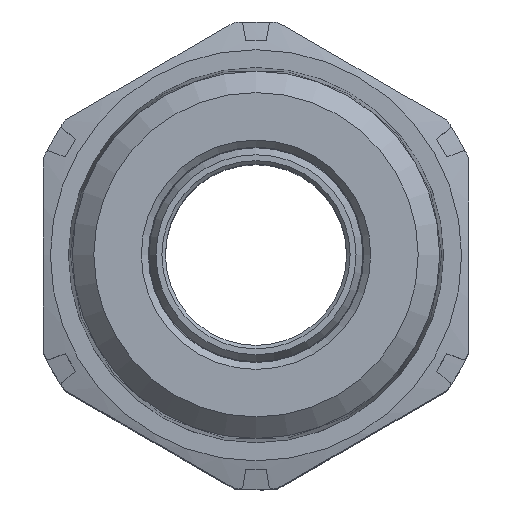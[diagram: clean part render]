
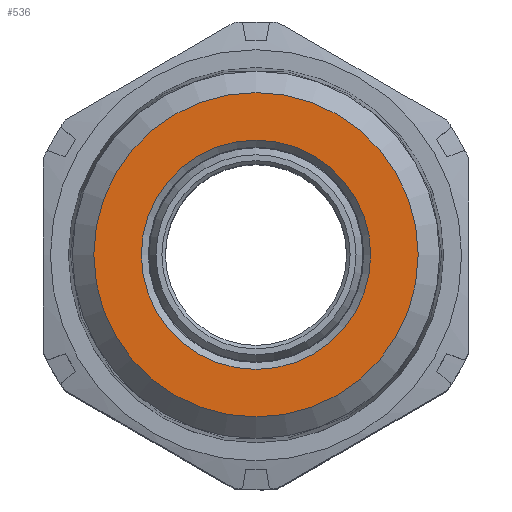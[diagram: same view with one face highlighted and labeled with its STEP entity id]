
A CAD part, top view. The second image highlights one B-rep face of the part: STEP entity #536.
In plain terms, the highlighted planar face has unit normal (0, 0, 1).
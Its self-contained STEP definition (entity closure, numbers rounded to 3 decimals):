
#20 = CARTESIAN_POINT ( 'NONE',  ( 0., 0., 45.2 ) ) ;
#57 = DIRECTION ( 'NONE',  ( 0., 0., -1. ) ) ;
#306 = VERTEX_POINT ( 'NONE', #3269 ) ;
#351 = ORIENTED_EDGE ( 'NONE', *, *, #3737, .T. ) ;
#504 = CIRCLE ( 'NONE', #2699, 11.635 ) ;
#536 = ADVANCED_FACE ( 'NONE', ( #3050, #626 ), #2147, .T. ) ;
#626 = FACE_BOUND ( 'NONE', #2751, .T. ) ;
#648 = DIRECTION ( 'NONE',  ( 0., 0., 1. ) ) ;
#680 = DIRECTION ( 'NONE',  ( 0., 0., 1. ) ) ;
#1289 = CARTESIAN_POINT ( 'NONE',  ( 0., 0., 45.2 ) ) ;
#1834 = CARTESIAN_POINT ( 'NONE',  ( 0., 0., 45.2 ) ) ;
#2147 = PLANE ( 'NONE',  #2576 ) ;
#2545 = VERTEX_POINT ( 'NONE', #3965 ) ;
#2576 = AXIS2_PLACEMENT_3D ( 'NONE', #1834, #680, #3423 ) ;
#2699 = AXIS2_PLACEMENT_3D ( 'NONE', #20, #648, #3079 ) ;
#2751 = EDGE_LOOP ( 'NONE', ( #351 ) ) ;
#2811 = DIRECTION ( 'NONE',  ( 1., 0., 0. ) ) ;
#2818 = EDGE_CURVE ( 'NONE', #306, #306, #504, .T. ) ;
#2845 = CIRCLE ( 'NONE', #3242, 8.225 ) ;
#2856 = EDGE_LOOP ( 'NONE', ( #3936 ) ) ;
#3050 = FACE_OUTER_BOUND ( 'NONE', #2856, .T. ) ;
#3079 = DIRECTION ( 'NONE',  ( 1., 0., 0. ) ) ;
#3242 = AXIS2_PLACEMENT_3D ( 'NONE', #1289, #57, #2811 ) ;
#3269 = CARTESIAN_POINT ( 'NONE',  ( 11.635, 0., 45.2 ) ) ;
#3423 = DIRECTION ( 'NONE',  ( 1., 0., 0. ) ) ;
#3737 = EDGE_CURVE ( 'NONE', #2545, #2545, #2845, .T. ) ;
#3936 = ORIENTED_EDGE ( 'NONE', *, *, #2818, .T. ) ;
#3965 = CARTESIAN_POINT ( 'NONE',  ( 8.225, 0., 45.2 ) ) ;
